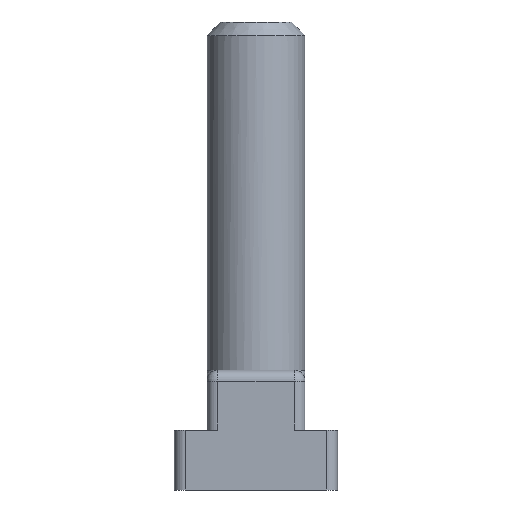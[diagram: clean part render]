
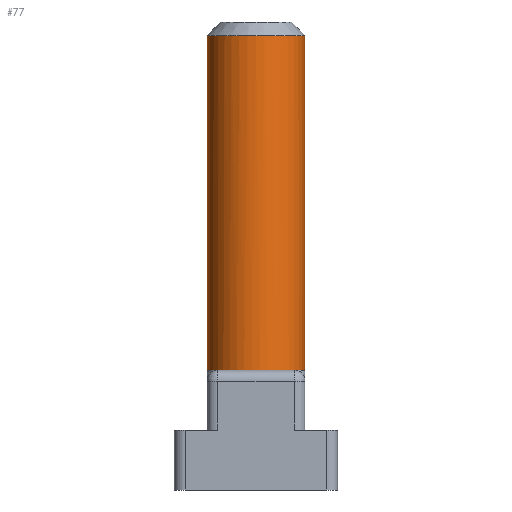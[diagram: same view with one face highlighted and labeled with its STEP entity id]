
A CAD part, front view. The second image highlights one B-rep face of the part: STEP entity #77.
In plain terms, the highlighted cylindrical face has radius 9 mm (diameter 18 mm), a full revolution.
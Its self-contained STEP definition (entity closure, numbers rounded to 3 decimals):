
#77 = ADVANCED_FACE( '', ( #116, #117 ), #118, .T. );
#116 = FACE_OUTER_BOUND( '', #190, .T. );
#117 = FACE_OUTER_BOUND( '', #191, .T. );
#118 = CYLINDRICAL_SURFACE( '', #192, 9. );
#190 = EDGE_LOOP( '', ( #829 ) );
#191 = EDGE_LOOP( '', ( #830, #831, #832, #833, #834, #835 ) );
#192 = AXIS2_PLACEMENT_3D( '', #836, #837, #838 );
#829 = ORIENTED_EDGE( '', *, *, #1079, .T. );
#830 = ORIENTED_EDGE( '', *, *, #1080, .F. );
#831 = ORIENTED_EDGE( '', *, *, #1081, .F. );
#832 = ORIENTED_EDGE( '', *, *, #1082, .F. );
#833 = ORIENTED_EDGE( '', *, *, #1083, .F. );
#834 = ORIENTED_EDGE( '', *, *, #1084, .F. );
#835 = ORIENTED_EDGE( '', *, *, #1068, .F. );
#836 = CARTESIAN_POINT( '', ( 0., 0., 86. ) );
#837 = DIRECTION( '', ( 0., 0., 1. ) );
#838 = DIRECTION( '', ( -1., 0., 0. ) );
#1068 = EDGE_CURVE( '', #1148, #1149, #1150, .F. );
#1079 = EDGE_CURVE( '', #1170, #1170, #1171, .F. );
#1080 = EDGE_CURVE( '', #1172, #1148, #1173, .F. );
#1081 = EDGE_CURVE( '', #1174, #1172, #1175, .F. );
#1082 = EDGE_CURVE( '', #1176, #1174, #1177, .F. );
#1083 = EDGE_CURVE( '', #1161, #1176, #1178, .F. );
#1084 = EDGE_CURVE( '', #1149, #1161, #1179, .F. );
#1148 = VERTEX_POINT( '', #1276 );
#1149 = VERTEX_POINT( '', #1277 );
#1150 = CIRCLE( '', #1278, 9. );
#1161 = VERTEX_POINT( '', #1294 );
#1170 = VERTEX_POINT( '', #1370 );
#1171 = CIRCLE( '', #1371, 9. );
#1172 = VERTEX_POINT( '', #1372 );
#1173 = CIRCLE( '', #1373, 9. );
#1174 = VERTEX_POINT( '', #1374 );
#1175 = CIRCLE( '', #1375, 9. );
#1176 = VERTEX_POINT( '', #1376 );
#1177 = CIRCLE( '', #1377, 9. );
#1178 = CIRCLE( '', #1378, 9. );
#1179 = CIRCLE( '', #1379, 9. );
#1276 = CARTESIAN_POINT( '', ( 7., -5.657, 22. ) );
#1277 = CARTESIAN_POINT( '', ( -7., -5.657, 22. ) );
#1278 = AXIS2_PLACEMENT_3D( '', #1572, #1573, #1574 );
#1294 = CARTESIAN_POINT( '', ( -9., 0., 22. ) );
#1370 = CARTESIAN_POINT( '', ( 9., 0., 83.5 ) );
#1371 = AXIS2_PLACEMENT_3D( '', #1583, #1584, #1585 );
#1372 = CARTESIAN_POINT( '', ( 9., 0., 22. ) );
#1373 = AXIS2_PLACEMENT_3D( '', #1586, #1587, #1588 );
#1374 = CARTESIAN_POINT( '', ( 7., 5.657, 22. ) );
#1375 = AXIS2_PLACEMENT_3D( '', #1589, #1590, #1591 );
#1376 = CARTESIAN_POINT( '', ( -7., 5.657, 22. ) );
#1377 = AXIS2_PLACEMENT_3D( '', #1592, #1593, #1594 );
#1378 = AXIS2_PLACEMENT_3D( '', #1595, #1596, #1597 );
#1379 = AXIS2_PLACEMENT_3D( '', #1598, #1599, #1600 );
#1572 = CARTESIAN_POINT( '', ( 0., 0., 22. ) );
#1573 = DIRECTION( '', ( 0., 0., 1. ) );
#1574 = DIRECTION( '', ( 1., 0., 0. ) );
#1583 = CARTESIAN_POINT( '', ( 0., 0., 83.5 ) );
#1584 = DIRECTION( '', ( 0., 0., 1. ) );
#1585 = DIRECTION( '', ( 1., 0., 0. ) );
#1586 = CARTESIAN_POINT( '', ( 0., 0., 22. ) );
#1587 = DIRECTION( '', ( 0., 0., 1. ) );
#1588 = DIRECTION( '', ( 1., 0., 0. ) );
#1589 = CARTESIAN_POINT( '', ( 0., 0., 22. ) );
#1590 = DIRECTION( '', ( 0., 0., 1. ) );
#1591 = DIRECTION( '', ( 1., 0., 0. ) );
#1592 = CARTESIAN_POINT( '', ( 0., 0., 22. ) );
#1593 = DIRECTION( '', ( 0., 0., 1. ) );
#1594 = DIRECTION( '', ( 1., 0., 0. ) );
#1595 = CARTESIAN_POINT( '', ( 0., 0., 22. ) );
#1596 = DIRECTION( '', ( 0., 0., 1. ) );
#1597 = DIRECTION( '', ( 1., 0., 0. ) );
#1598 = CARTESIAN_POINT( '', ( 0., 0., 22. ) );
#1599 = DIRECTION( '', ( 0., 0., 1. ) );
#1600 = DIRECTION( '', ( 1., 0., 0. ) );
